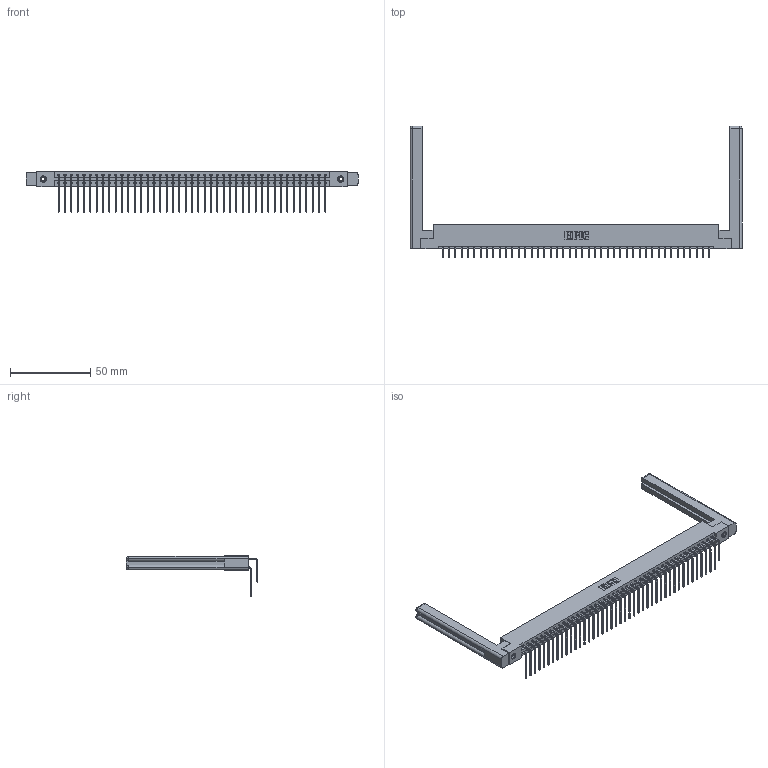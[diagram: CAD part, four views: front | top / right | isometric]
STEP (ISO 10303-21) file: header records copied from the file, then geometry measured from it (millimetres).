
FILE_DESCRIPTION (( 'STEP AP203' ), '1' );
FILE_NAME ('337-086-559-258.STEP', '2019-10-10T15:31:32', ( '' ), ( '' ), 'SwSTEP 2.0', 'SolidWorks 2016', '' );
FILE_SCHEMA (( 'CONFIG_CONTROL_DESIGN' ));
Length unit declared in the file: inch
Products named in the file (6): 345-250-001_345-250-001-102; 307-220-058; 345-292-001_558 559 Tail - 1; 337-086-559-258; 345-292-001_559 Tail - 2; 337 Part_Flush Mounting Lugs - 0.156 Dia-TI
Assembly tree (91 placements, depth 2):
  337-086-559-258
    337 Part_Flush Mounting Lugs - 0.156 Dia-TI
    345-292-001_558 559 Tail - 1  x43
    345-292-001_559 Tail - 2  x43
    345-250-001_345-250-001-102  x2
    307-220-058  x2
Bounding box: 207.01 x 81.98 x 25.53 mm (x, y, z)
Volume: 29468.1 mm3; surface area: 32786.9 mm2
Topology: 91 solids, 91 shells, 5072 faces, 15027 edges, 9890 vertices
Faces by surface type: plane 3594, cylinder 1454, cone 12, torus 12
Entity records: 37628 total; most frequent: CARTESIAN_POINT 6392, ORIENTED_EDGE 6216, DIRECTION 5432, EDGE_CURVE 3108, VECTOR 2892, LINE 2892, VERTEX_POINT 2062, AXIS2_PLACEMENT_3D 1270
